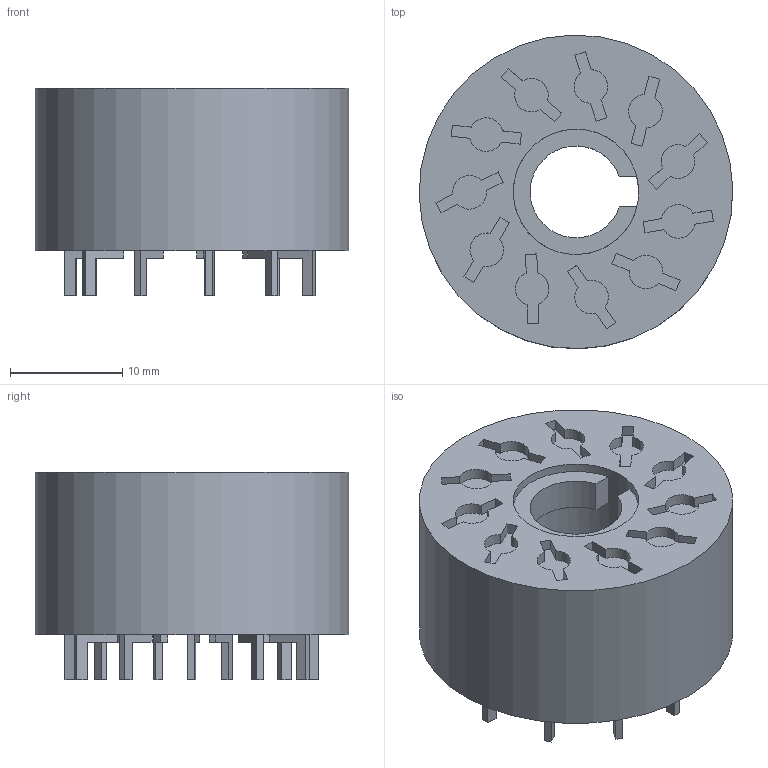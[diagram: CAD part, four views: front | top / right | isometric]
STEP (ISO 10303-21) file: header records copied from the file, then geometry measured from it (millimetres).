
FILE_DESCRIPTION(/* description */ (''),/* implementation_level */ '2;1');
FILE_NAME(/* name */ 'RELS_TYCO_1415044-1.stp',/* time_stamp */ '2016-07-14T11:14:52+02:00',/* author */ ('riccim'),/* organization */ ('SolidWorks'),/* preprocessor_version */ 'ST-DEVELOPER v15.5',/* originating_system */ 'AutoCAD Mechanical',/* authorisation */ ' ');
FILE_SCHEMA (('AUTOMOTIVE_DESIGN { 1 0 10303 214 3 1 1 }'));
Length unit declared in the file: millimetre
Products named in the file (1): Product
Bounding box: 27.99 x 27.99 x 18.5 mm (x, y, z)
Volume: 6733 mm3; surface area: 3586.8 mm2
Topology: 12 solids, 12 shells, 198 faces, 484 edges, 323 vertices
Faces by surface type: plane 172, cylinder 26
Full cylindrical faces by diameter (mm): 11.2 x1, 26 x1, 28 x1
Entity records: 5758 total; most frequent: CARTESIAN_POINT 1001, ORIENTED_EDGE 960, DIRECTION 932, EDGE_CURVE 480, LINE 426, VECTOR 426, VERTEX_POINT 322, AXIS2_PLACEMENT_3D 253
